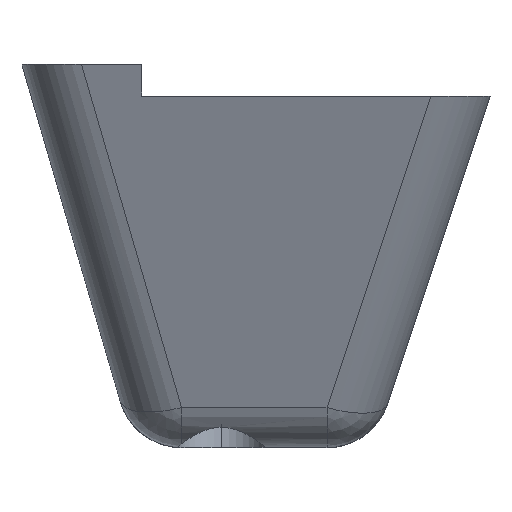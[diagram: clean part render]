
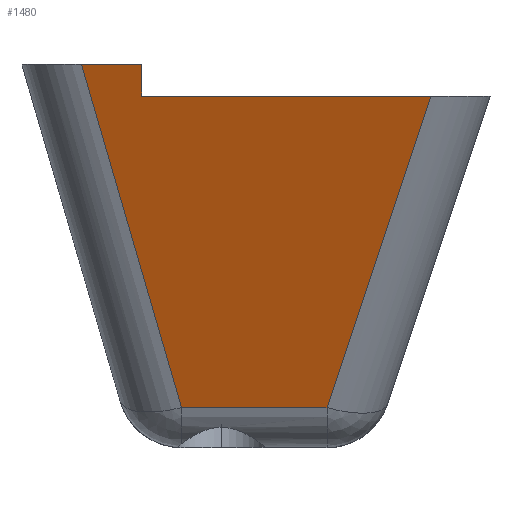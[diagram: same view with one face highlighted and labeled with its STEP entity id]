
A CAD part, top view. The second image highlights one B-rep face of the part: STEP entity #1480.
In plain terms, the highlighted planar face has unit normal (0, -0.376, 0.926).
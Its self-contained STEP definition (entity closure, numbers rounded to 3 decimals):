
#66 = ORIENTED_EDGE ( 'NONE', *, *, #166, .T. ) ;
#77 = CARTESIAN_POINT ( 'NONE',  ( 7.5, 0., 0. ) ) ;
#83 = EDGE_CURVE ( 'NONE', #906, #1066, #1001, .T. ) ;
#120 = DIRECTION ( 'NONE',  ( 1., 0., 0. ) ) ;
#153 = EDGE_LOOP ( 'NONE', ( #561, #66, #547, #623, #926, #807 ) ) ;
#162 = VECTOR ( 'NONE', #412, 1000. ) ;
#166 = EDGE_CURVE ( 'NONE', #1509, #1189, #669, .T. ) ;
#242 = PLANE ( 'NONE',  #1112 ) ;
#267 = FACE_OUTER_BOUND ( 'NONE', #153, .T. ) ;
#269 = CARTESIAN_POINT ( 'NONE',  ( 3.728, 0., 0. ) ) ;
#289 = VERTEX_POINT ( 'NONE', #77 ) ;
#386 = VECTOR ( 'NONE', #120, 1000. ) ;
#388 = VECTOR ( 'NONE', #1482, 1000. ) ;
#412 = DIRECTION ( 'NONE',  ( -1., 0., 0. ) ) ;
#457 = EDGE_CURVE ( 'NONE', #1066, #1081, #883, .T. ) ;
#510 = CARTESIAN_POINT ( 'NONE',  ( 0., 0., 0. ) ) ;
#547 = ORIENTED_EDGE ( 'NONE', *, *, #606, .F. ) ;
#561 = ORIENTED_EDGE ( 'NONE', *, *, #1136, .T. ) ;
#579 = CARTESIAN_POINT ( 'NONE',  ( 7.5, 0., 0. ) ) ;
#606 = EDGE_CURVE ( 'NONE', #289, #1189, #1310, .T. ) ;
#614 = LINE ( 'NONE', #627, #1044 ) ;
#623 = ORIENTED_EDGE ( 'NONE', *, *, #1059, .F. ) ;
#627 = CARTESIAN_POINT ( 'NONE',  ( 23.997, -6.866, -2.789 ) ) ;
#655 = VECTOR ( 'NONE', #1426, 1000. ) ;
#669 = LINE ( 'NONE', #1261, #162 ) ;
#762 = DIRECTION ( 'NONE',  ( 0.295, 0.885, 0.36 ) ) ;
#807 = ORIENTED_EDGE ( 'NONE', *, *, #457, .T. ) ;
#826 = CARTESIAN_POINT ( 'NONE',  ( 19.117, -21.506, -8.737 ) ) ;
#856 = DIRECTION ( 'NONE',  ( 0., 0.926, 0.376 ) ) ;
#870 = CARTESIAN_POINT ( 'NONE',  ( 7.5, -2., -0.812 ) ) ;
#883 = LINE ( 'NONE', #1362, #386 ) ;
#890 = DIRECTION ( 'NONE',  ( 0., -0.376, 0.926 ) ) ;
#906 = VERTEX_POINT ( 'NONE', #269 ) ;
#926 = ORIENTED_EDGE ( 'NONE', *, *, #83, .T. ) ;
#1001 = LINE ( 'NONE', #1355, #388 ) ;
#1044 = VECTOR ( 'NONE', #762, 1000. ) ;
#1059 = EDGE_CURVE ( 'NONE', #906, #289, #1202, .T. ) ;
#1066 = VERTEX_POINT ( 'NONE', #1299 ) ;
#1081 = VERTEX_POINT ( 'NONE', #826 ) ;
#1112 = AXIS2_PLACEMENT_3D ( 'NONE', #510, #890, #856 ) ;
#1136 = EDGE_CURVE ( 'NONE', #1081, #1509, #614, .T. ) ;
#1189 = VERTEX_POINT ( 'NONE', #870 ) ;
#1196 = CARTESIAN_POINT ( 'NONE',  ( 25.619, -2., -0.812 ) ) ;
#1202 = LINE ( 'NONE', #1567, #655 ) ;
#1261 = CARTESIAN_POINT ( 'NONE',  ( 0., -2., -0.812 ) ) ;
#1299 = CARTESIAN_POINT ( 'NONE',  ( 10., -21.506, -8.737 ) ) ;
#1310 = LINE ( 'NONE', #579, #1545 ) ;
#1355 = CARTESIAN_POINT ( 'NONE',  ( 3.474, 0.87, 0.353 ) ) ;
#1362 = CARTESIAN_POINT ( 'NONE',  ( 0., -21.506, -8.737 ) ) ;
#1406 = DIRECTION ( 'NONE',  ( 0., -0.926, -0.376 ) ) ;
#1426 = DIRECTION ( 'NONE',  ( 1., 0., 0. ) ) ;
#1480 = ADVANCED_FACE ( 'NONE', ( #267 ), #242, .T. ) ;
#1482 = DIRECTION ( 'NONE',  ( 0.261, -0.894, -0.363 ) ) ;
#1509 = VERTEX_POINT ( 'NONE', #1196 ) ;
#1545 = VECTOR ( 'NONE', #1406, 1000. ) ;
#1567 = CARTESIAN_POINT ( 'NONE',  ( 30., 0., 0. ) ) ;
